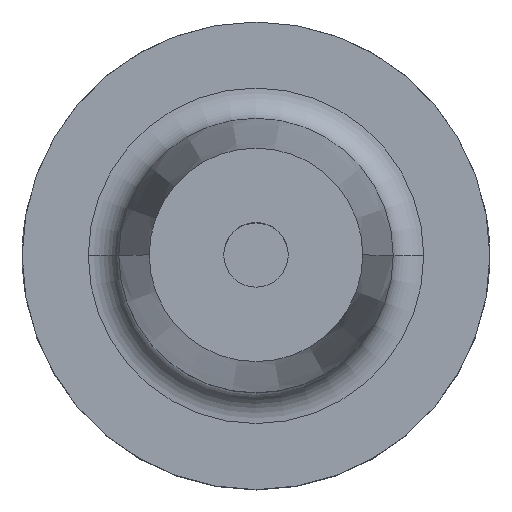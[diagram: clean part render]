
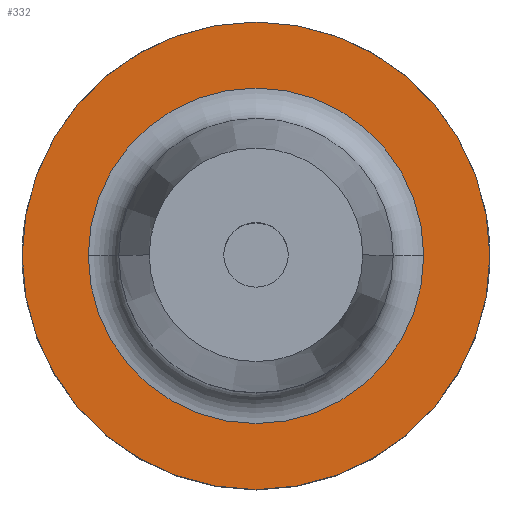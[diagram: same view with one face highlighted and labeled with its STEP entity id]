
A CAD part, top view. The second image highlights one B-rep face of the part: STEP entity #332.
In plain terms, the highlighted planar face has unit normal (0, 0, 1).
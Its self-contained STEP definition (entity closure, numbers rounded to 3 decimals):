
#5 = DIRECTION ( 'NONE',  ( -1., 0., 0. ) ) ;
#12 = DIRECTION ( 'NONE',  ( 0., 0., -1. ) ) ;
#20 = CARTESIAN_POINT ( 'NONE',  ( 0., 0., 22. ) ) ;
#48 = CARTESIAN_POINT ( 'NONE',  ( 0., 0., 22. ) ) ;
#62 = EDGE_LOOP ( 'NONE', ( #275, #1469 ) ) ;
#92 = PLANE ( 'NONE',  #1620 ) ;
#127 = EDGE_CURVE ( 'NONE', #627, #378, #750, .T. ) ;
#179 = AXIS2_PLACEMENT_3D ( 'NONE', #48, #1294, #1329 ) ;
#188 = FACE_BOUND ( 'NONE', #839, .T. ) ;
#240 = CARTESIAN_POINT ( 'NONE',  ( -23., 0., 22. ) ) ;
#265 = AXIS2_PLACEMENT_3D ( 'NONE', #20, #12, #5 ) ;
#275 = ORIENTED_EDGE ( 'NONE', *, *, #1427, .F. ) ;
#332 = ADVANCED_FACE ( 'NONE', ( #188, #837 ), #92, .F. ) ;
#378 = VERTEX_POINT ( 'NONE', #240 ) ;
#497 = CIRCLE ( 'NONE', #508, 23. ) ;
#508 = AXIS2_PLACEMENT_3D ( 'NONE', #1641, #1528, #1524 ) ;
#627 = VERTEX_POINT ( 'NONE', #882 ) ;
#651 = VERTEX_POINT ( 'NONE', #1395 ) ;
#750 = CIRCLE ( 'NONE', #179, 23. ) ;
#754 = DIRECTION ( 'NONE',  ( -1., 0., 0. ) ) ;
#837 = FACE_OUTER_BOUND ( 'NONE', #62, .T. ) ;
#839 = EDGE_LOOP ( 'NONE', ( #1129, #1491 ) ) ;
#882 = CARTESIAN_POINT ( 'NONE',  ( 23., 0., 22. ) ) ;
#884 = VERTEX_POINT ( 'NONE', #1538 ) ;
#992 = EDGE_CURVE ( 'NONE', #651, #884, #1419, .T. ) ;
#1119 = CARTESIAN_POINT ( 'NONE',  ( 0., 0., 22. ) ) ;
#1129 = ORIENTED_EDGE ( 'NONE', *, *, #1172, .T. ) ;
#1145 = CIRCLE ( 'NONE', #265, 16.5 ) ;
#1172 = EDGE_CURVE ( 'NONE', #884, #651, #1145, .T. ) ;
#1234 = AXIS2_PLACEMENT_3D ( 'NONE', #1449, #1442, #1431 ) ;
#1294 = DIRECTION ( 'NONE',  ( 0., 0., -1. ) ) ;
#1329 = DIRECTION ( 'NONE',  ( -1., 0., 0. ) ) ;
#1395 = CARTESIAN_POINT ( 'NONE',  ( 16.5, 0., 22. ) ) ;
#1419 = CIRCLE ( 'NONE', #1234, 16.5 ) ;
#1427 = EDGE_CURVE ( 'NONE', #378, #627, #497, .T. ) ;
#1431 = DIRECTION ( 'NONE',  ( -1., 0., 0. ) ) ;
#1442 = DIRECTION ( 'NONE',  ( 0., 0., -1. ) ) ;
#1449 = CARTESIAN_POINT ( 'NONE',  ( 0., 0., 22. ) ) ;
#1469 = ORIENTED_EDGE ( 'NONE', *, *, #127, .F. ) ;
#1491 = ORIENTED_EDGE ( 'NONE', *, *, #992, .T. ) ;
#1504 = DIRECTION ( 'NONE',  ( 0., 0., -1. ) ) ;
#1524 = DIRECTION ( 'NONE',  ( -1., 0., 0. ) ) ;
#1528 = DIRECTION ( 'NONE',  ( 0., 0., -1. ) ) ;
#1538 = CARTESIAN_POINT ( 'NONE',  ( -16.5, 0., 22. ) ) ;
#1620 = AXIS2_PLACEMENT_3D ( 'NONE', #1119, #1504, #754 ) ;
#1641 = CARTESIAN_POINT ( 'NONE',  ( 0., 0., 22. ) ) ;
